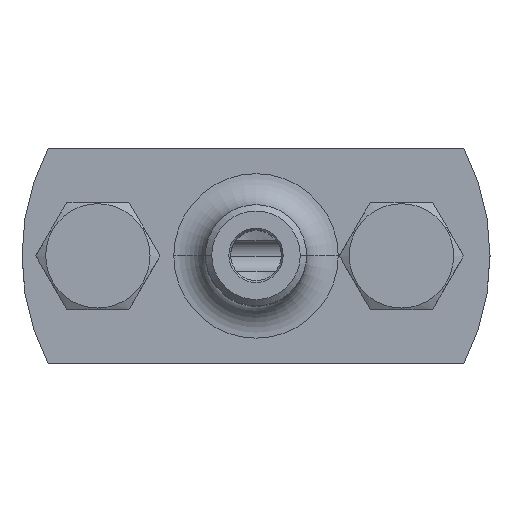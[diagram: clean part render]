
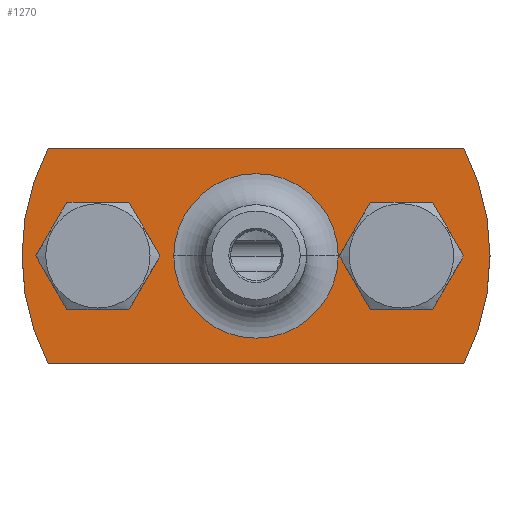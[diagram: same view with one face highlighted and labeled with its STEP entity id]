
A CAD part, top view. The second image highlights one B-rep face of the part: STEP entity #1270.
In plain terms, the highlighted planar face has unit normal (0, 0, 1).
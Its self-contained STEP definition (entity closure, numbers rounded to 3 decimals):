
#692=VERTEX_POINT('NONE',#1887);
#782=VERTEX_POINT('NONE',#1987);
#796=VERTEX_POINT('NONE',#2005);
#824=EDGE_CURVE('NONE',#1376,#1562,#2034,.T.);
#868=EDGE_CURVE('NONE',#1170,#1670,#2080,.T.);
#898=VERTEX_POINT('NONE',#2119);
#930=EDGE_CURVE('NONE',#898,#1668,#2152,.T.);
#968=VERTEX_POINT('NONE',#2199);
#990=EDGE_CURVE('NONE',#1030,#1036,#2223,.T.);
#1018=EDGE_CURVE('NONE',#1670,#1170,#2253,.T.);
#1022=EDGE_CURVE('NONE',#796,#1366,#2257,.T.);
#1030=VERTEX_POINT('NONE',#2266);
#1034=EDGE_CURVE('NONE',#1212,#898,#2271,.T.);
#1036=VERTEX_POINT('NONE',#2273);
#1148=EDGE_CURVE('NONE',#1240,#1254,#2400,.T.);
#1170=VERTEX_POINT('NONE',#2426);
#1178=VERTEX_POINT('NONE',#2434);
#1212=VERTEX_POINT('NONE',#2470);
#1240=VERTEX_POINT('NONE',#2502);
#1250=EDGE_CURVE('NONE',#1178,#1740,#2513,.T.);
#1254=VERTEX_POINT('',#2518);
#1270=ADVANCED_FACE('NONE',(#2536,#2537,#2538,#2539),#2540,.T.);
#1272=EDGE_CURVE('NONE',#782,#796,#2542,.T.);
#1280=VERTEX_POINT('NONE',#2550);
#1292=EDGE_CURVE('NONE',#692,#1030,#2563,.T.);
#1342=EDGE_CURVE('NONE',#1740,#1280,#2618,.T.);
#1366=VERTEX_POINT('NONE',#2646);
#1376=VERTEX_POINT('',#2656);
#1408=VERTEX_POINT('NONE',#2692);
#1434=EDGE_CURVE('NONE',#1036,#1240,#2720,.T.);
#1444=EDGE_CURVE('NONE',#1562,#1212,#2731,.T.);
#1496=EDGE_CURVE('NONE',#968,#692,#2794,.T.);
#1500=EDGE_CURVE('NONE',#1280,#782,#2799,.T.);
#1562=VERTEX_POINT('NONE',#2867);
#1668=VERTEX_POINT('NONE',#2982);
#1670=VERTEX_POINT('NONE',#2984);
#1686=EDGE_CURVE('NONE',#1668,#1408,#3001,.T.);
#1730=EDGE_CURVE('NONE',#1366,#1178,#3050,.T.);
#1740=VERTEX_POINT('',#3060);
#1744=EDGE_CURVE('NONE',#1254,#968,#3064,.T.);
#1756=EDGE_CURVE('NONE',#1408,#1376,#3078,.T.);
#1887=CARTESIAN_POINT('',(25.0,-5.1,0.0));
#1987=CARTESIAN_POINT('',(-23.0,5.1,0.0));
#2005=CARTESIAN_POINT('',(-17.9,0.,0.0));
#2034=CIRCLE('',#3555,37.0);
#2080=CIRCLE('',#3637,13.0);
#2119=CARTESIAN_POINT('',(37.0,0.,0.0));
#2152=CIRCLE('',#3765,37.0);
#2199=CARTESIAN_POINT('',(23.0,-5.1,0.0));
#2223=CIRCLE('',#3869,5.1);
#2253=CIRCLE('',#3922,13.0);
#2257=CIRCLE('',#3929,5.1);
#2266=CARTESIAN_POINT('',(30.1,0.,0.0));
#2271=CIRCLE('',#3948,37.0);
#2273=CARTESIAN_POINT('',(25.0,5.1,0.0));
#2400=CIRCLE('',#4157,5.1);
#2426=CARTESIAN_POINT('',(-13.0,0.,0.0));
#2434=CARTESIAN_POINT('',(-25.0,-5.1,0.0));
#2470=CARTESIAN_POINT('',(32.863,17.0,0.0));
#2502=CARTESIAN_POINT('',(23.0,5.1,0.0));
#2513=CIRCLE('',#4360,5.1);
#2518=CARTESIAN_POINT('',(17.9,0.,0.0));
#2536=FACE_OUTER_BOUND('',#4406,.T.);
#2537=FACE_BOUND('',#4407,.T.);
#2538=FACE_BOUND('',#4408,.T.);
#2539=FACE_BOUND('',#4409,.T.);
#2540=PLANE('',#4410);
#2542=CIRCLE('',#4413,5.1);
#2550=CARTESIAN_POINT('',(-25.0,5.1,0.0));
#2563=CIRCLE('',#4440,5.1);
#2618=CIRCLE('',#4539,5.1);
#2646=CARTESIAN_POINT('',(-23.0,-5.1,0.0));
#2656=CARTESIAN_POINT('',(-37.0,0.,0.0));
#2692=CARTESIAN_POINT('',(-32.863,-17.0,0.0));
#2720=LINE('',#4727,#4728);
#2731=LINE('',#4744,#4745);
#2794=LINE('',#4905,#4906);
#2799=LINE('',#4912,#4913);
#2867=CARTESIAN_POINT('',(-32.863,17.0,0.0));
#2982=CARTESIAN_POINT('',(32.863,-17.0,0.0));
#2984=CARTESIAN_POINT('',(13.0,0.0,0.0));
#3001=LINE('',#5330,#5331);
#3050=LINE('',#5434,#5435);
#3060=CARTESIAN_POINT('',(-30.1,0.,0.0));
#3064=CIRCLE('',#5462,5.1);
#3078=CIRCLE('',#5478,37.0);
#3555=AXIS2_PLACEMENT_3D('',#5799,#5800,#5801);
#3637=AXIS2_PLACEMENT_3D('',#5841,#5842,#5843);
#3765=AXIS2_PLACEMENT_3D('',#5937,#5938,#5939);
#3869=AXIS2_PLACEMENT_3D('',#6041,#6042,#6043);
#3922=AXIS2_PLACEMENT_3D('',#6069,#6070,#6071);
#3929=AXIS2_PLACEMENT_3D('',#6073,#6074,#6075);
#3948=AXIS2_PLACEMENT_3D('',#6092,#6093,#6094);
#4157=AXIS2_PLACEMENT_3D('',#6249,#6250,#6251);
#4360=AXIS2_PLACEMENT_3D('',#6367,#6368,#6369);
#4406=EDGE_LOOP('',(#6402,#6403,#6404,#6405,#6406,#6407));
#4407=EDGE_LOOP('',(#6408,#6409,#6410,#6411,#6412,#6413));
#4408=EDGE_LOOP('',(#6414,#6415));
#4409=EDGE_LOOP('',(#6416,#6417,#6418,#6419,#6420,#6421));
#4410=AXIS2_PLACEMENT_3D('',#6422,#6423,#6424);
#4413=AXIS2_PLACEMENT_3D('',#6425,#6426,#6427);
#4440=AXIS2_PLACEMENT_3D('',#6441,#6442,#6443);
#4539=AXIS2_PLACEMENT_3D('',#6496,#6497,#6498);
#4727=CARTESIAN_POINT('',(25.0,5.1,0.0));
#4728=VECTOR('',#6602,1000.0);
#4744=CARTESIAN_POINT('',(32.863,17.0,0.0));
#4745=VECTOR('',#6618,1000.0);
#4905=CARTESIAN_POINT('',(25.0,-5.1,0.0));
#4906=VECTOR('',#6716,1000.0);
#4912=CARTESIAN_POINT('',(-25.0,5.1,0.0));
#4913=VECTOR('',#6726,1000.0);
#5330=CARTESIAN_POINT('',(-32.863,-17.0,0.0));
#5331=VECTOR('',#6913,1000.0);
#5434=CARTESIAN_POINT('',(-25.0,-5.1,0.0));
#5435=VECTOR('',#6964,1000.0);
#5462=AXIS2_PLACEMENT_3D('',#6968,#6969,#6970);
#5478=AXIS2_PLACEMENT_3D('',#6991,#6992,#6993);
#5799=CARTESIAN_POINT('',(0.,0.,0.0));
#5800=DIRECTION('',(0.0,0.0,-1.0));
#5801=DIRECTION('',(1.0,0.0,0.0));
#5841=CARTESIAN_POINT('',(0.0,0.0,0.0));
#5842=DIRECTION('',(0.0,0.0,-1.0));
#5843=DIRECTION('',(1.0,0.0,0.0));
#5937=CARTESIAN_POINT('',(0.0,0.,0.0));
#5938=DIRECTION('',(0.0,0.0,-1.0));
#5939=DIRECTION('',(1.0,0.0,0.0));
#6041=CARTESIAN_POINT('',(25.0,0.,0.0));
#6042=DIRECTION('',(0.0,0.0,1.0));
#6043=DIRECTION('',(-1.0,0.0,0.0));
#6069=CARTESIAN_POINT('',(0.0,0.0,0.0));
#6070=DIRECTION('',(0.0,0.0,-1.0));
#6071=DIRECTION('',(1.0,0.0,0.0));
#6073=CARTESIAN_POINT('',(-23.0,0.,0.0));
#6074=DIRECTION('',(0.0,0.0,-1.0));
#6075=DIRECTION('',(-1.0,0.0,0.0));
#6092=CARTESIAN_POINT('',(0.0,0.,0.0));
#6093=DIRECTION('',(0.0,0.0,-1.0));
#6094=DIRECTION('',(1.0,0.0,0.0));
#6249=CARTESIAN_POINT('',(23.0,0.,0.0));
#6250=DIRECTION('',(0.0,0.0,1.0));
#6251=DIRECTION('',(1.0,0.0,0.0));
#6367=CARTESIAN_POINT('',(-25.0,0.,0.0));
#6368=DIRECTION('',(0.0,0.0,-1.0));
#6369=DIRECTION('',(1.0,0.0,0.0));
#6402=ORIENTED_EDGE('',*,*,#1034,.F.);
#6403=ORIENTED_EDGE('',*,*,#1444,.F.);
#6404=ORIENTED_EDGE('',*,*,#824,.F.);
#6405=ORIENTED_EDGE('',*,*,#1756,.F.);
#6406=ORIENTED_EDGE('',*,*,#1686,.F.);
#6407=ORIENTED_EDGE('',*,*,#930,.F.);
#6408=ORIENTED_EDGE('',*,*,#1292,.F.);
#6409=ORIENTED_EDGE('',*,*,#1496,.F.);
#6410=ORIENTED_EDGE('',*,*,#1744,.F.);
#6411=ORIENTED_EDGE('',*,*,#1148,.F.);
#6412=ORIENTED_EDGE('',*,*,#1434,.F.);
#6413=ORIENTED_EDGE('',*,*,#990,.F.);
#6414=ORIENTED_EDGE('',*,*,#1018,.T.);
#6415=ORIENTED_EDGE('',*,*,#868,.T.);
#6416=ORIENTED_EDGE('',*,*,#1730,.T.);
#6417=ORIENTED_EDGE('',*,*,#1250,.T.);
#6418=ORIENTED_EDGE('',*,*,#1342,.T.);
#6419=ORIENTED_EDGE('',*,*,#1500,.T.);
#6420=ORIENTED_EDGE('',*,*,#1272,.T.);
#6421=ORIENTED_EDGE('',*,*,#1022,.T.);
#6422=CARTESIAN_POINT('',(0.0,0.,0.0));
#6423=DIRECTION('',(0.0,0.0,1.0));
#6424=DIRECTION('',(0.0,-1.0,0.0));
#6425=CARTESIAN_POINT('',(-23.0,0.,0.0));
#6426=DIRECTION('',(0.0,0.0,-1.0));
#6427=DIRECTION('',(-1.0,0.0,0.0));
#6441=CARTESIAN_POINT('',(25.0,0.,0.0));
#6442=DIRECTION('',(0.0,0.0,1.0));
#6443=DIRECTION('',(-1.0,0.0,0.0));
#6496=CARTESIAN_POINT('',(-25.0,0.,0.0));
#6497=DIRECTION('',(0.0,0.0,-1.0));
#6498=DIRECTION('',(1.0,0.0,0.0));
#6602=DIRECTION('',(-1.0,0.0,0.0));
#6618=DIRECTION('',(1.0,-0.0,0.0));
#6716=DIRECTION('',(1.0,0.0,0.0));
#6726=DIRECTION('',(1.0,0.0,0.0));
#6913=DIRECTION('',(-1.0,0.,0.0));
#6964=DIRECTION('',(-1.0,0.0,0.0));
#6968=CARTESIAN_POINT('',(23.0,0.,0.0));
#6969=DIRECTION('',(0.0,0.0,1.0));
#6970=DIRECTION('',(1.0,0.0,0.0));
#6991=CARTESIAN_POINT('',(0.,0.,0.0));
#6992=DIRECTION('',(0.0,0.0,-1.0));
#6993=DIRECTION('',(1.0,0.0,0.0));
